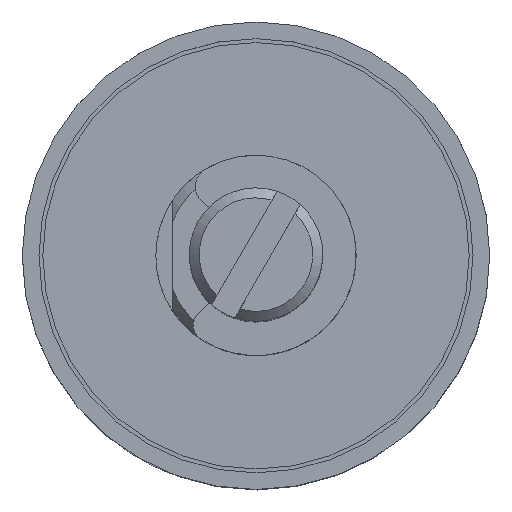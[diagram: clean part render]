
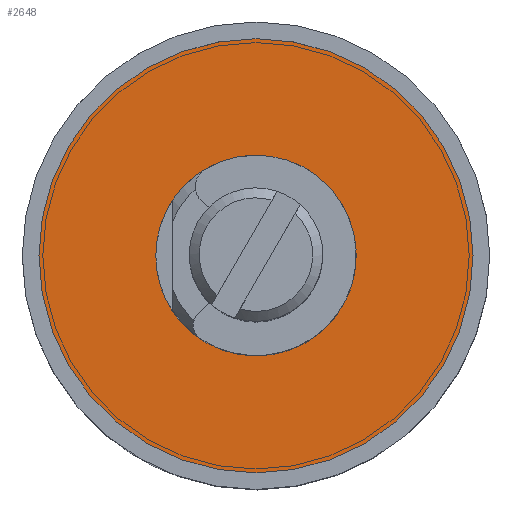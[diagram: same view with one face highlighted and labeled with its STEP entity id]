
A CAD part, top view. The second image highlights one B-rep face of the part: STEP entity #2648.
In plain terms, the highlighted planar face has unit normal (0, 0, 1).
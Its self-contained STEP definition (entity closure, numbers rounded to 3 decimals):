
#4 = AXIS2_PLACEMENT_3D ( 'NONE', #4478, #7356, #1051 ) ;
#140 = FACE_BOUND ( 'NONE', #5521, .T. ) ;
#1051 = DIRECTION ( 'NONE',  ( 1., 0., 0. ) ) ;
#1060 = DIRECTION ( 'NONE',  ( -1., 0., 0. ) ) ;
#1212 = DIRECTION ( 'NONE',  ( 0., 0., 1. ) ) ;
#2400 = VERTEX_POINT ( 'NONE', #6941 ) ;
#2648 = ADVANCED_FACE ( 'NONE', ( #140, #5337 ), #5480, .T. ) ;
#2875 = CIRCLE ( 'NONE', #5077, 3. ) ;
#3416 = EDGE_LOOP ( 'NONE', ( #3877 ) ) ;
#3627 = ORIENTED_EDGE ( 'NONE', *, *, #4919, .T. ) ;
#3655 = CIRCLE ( 'NONE', #4, 6.5 ) ;
#3877 = ORIENTED_EDGE ( 'NONE', *, *, #5614, .T. ) ;
#4270 = VERTEX_POINT ( 'NONE', #8331 ) ;
#4478 = CARTESIAN_POINT ( 'NONE',  ( 0., 0., 0.5 ) ) ;
#4672 = CARTESIAN_POINT ( 'NONE',  ( 0., 0., 0.5 ) ) ;
#4731 = DIRECTION ( 'NONE',  ( 1., 0., 0. ) ) ;
#4919 = EDGE_CURVE ( 'NONE', #4270, #4270, #2875, .T. ) ;
#5077 = AXIS2_PLACEMENT_3D ( 'NONE', #4672, #7468, #1060 ) ;
#5337 = FACE_OUTER_BOUND ( 'NONE', #3416, .T. ) ;
#5480 = PLANE ( 'NONE',  #6438 ) ;
#5521 = EDGE_LOOP ( 'NONE', ( #3627 ) ) ;
#5614 = EDGE_CURVE ( 'NONE', #2400, #2400, #3655, .T. ) ;
#6438 = AXIS2_PLACEMENT_3D ( 'NONE', #6986, #1212, #4731 ) ;
#6941 = CARTESIAN_POINT ( 'NONE',  ( 6.5, 0., 0.5 ) ) ;
#6986 = CARTESIAN_POINT ( 'NONE',  ( 3., 0., 0.5 ) ) ;
#7356 = DIRECTION ( 'NONE',  ( 0., 0., 1. ) ) ;
#7468 = DIRECTION ( 'NONE',  ( 0., 0., -1. ) ) ;
#8331 = CARTESIAN_POINT ( 'NONE',  ( -3., 0., 0.5 ) ) ;
